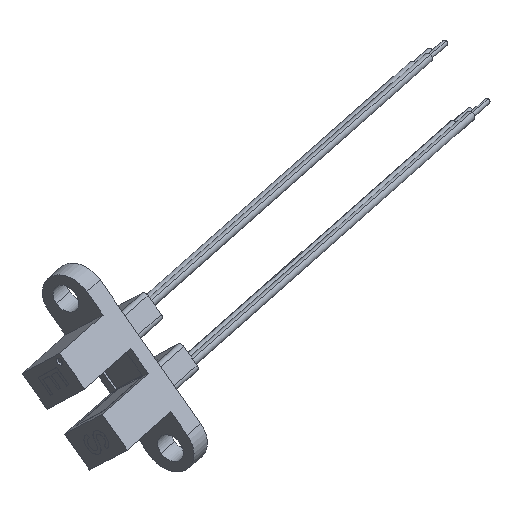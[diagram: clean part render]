
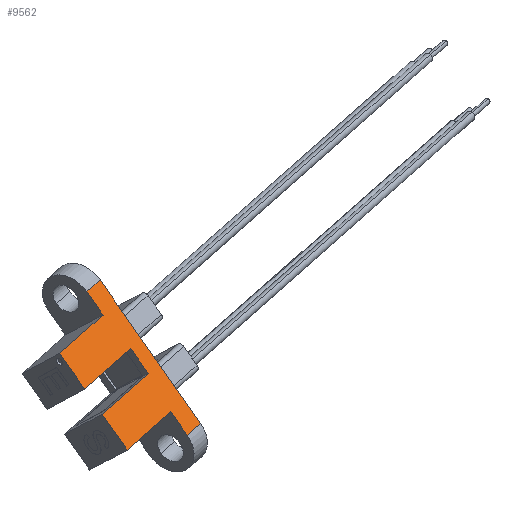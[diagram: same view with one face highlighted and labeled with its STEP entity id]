
A CAD part, left-side view. The second image highlights one B-rep face of the part: STEP entity #9562.
In plain terms, the highlighted planar face has unit normal (-0.718, -0.615, 0.327).
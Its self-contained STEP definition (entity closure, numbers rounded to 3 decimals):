
#105 = LINE ( 'NONE', #8639, #4485 ) ;
#345 = CARTESIAN_POINT ( 'NONE',  ( -41.012, -49.711, 53.772 ) ) ;
#405 = DIRECTION ( 'NONE',  ( 0.117, -0.57, -0.813 ) ) ;
#423 = CARTESIAN_POINT ( 'NONE',  ( -40.476, -52.316, 50.053 ) ) ;
#484 = EDGE_CURVE ( 'Defeatured_1_82+Defeatured_1_84+Defeatured_1_85+Defeatured_1_98', #8120, #2521, #3229, .T. ) ;
#824 = CARTESIAN_POINT ( 'NONE',  ( -41.012, -49.711, 53.772 ) ) ;
#828 = CARTESIAN_POINT ( 'NONE',  ( -27.826, -63.889, 56.08 ) ) ;
#1105 = CARTESIAN_POINT ( 'NONE',  ( -35.697, -52.523, 60.161 ) ) ;
#1169 = DIRECTION ( 'NONE',  ( 0.686, -0.546, 0.481 ) ) ;
#1205 = CARTESIAN_POINT ( 'NONE',  ( -34.464, -57.098, 54.269 ) ) ;
#1209 = VECTOR ( 'NONE', #5627, 1000. ) ;
#1327 = VERTEX_POINT ( 'NONE', #10123 ) ;
#1455 = EDGE_CURVE ( 'Defeatured_1_84+Defeatured_1_76+Defeatured_1_78+Defeatured_1_79', #2696, #7880, #2160, .T. ) ;
#1493 = VECTOR ( 'NONE', #11247, 1000. ) ;
#1694 = VECTOR ( 'NONE', #3493, 1000. ) ;
#1827 = VECTOR ( 'NONE', #405, 1000. ) ;
#1953 = VECTOR ( 'NONE', #9824, 1000. ) ;
#2104 = CARTESIAN_POINT ( 'NONE',  ( -34.091, -58.906, 51.686 ) ) ;
#2160 = LINE ( 'NONE', #6585, #8859 ) ;
#2301 = EDGE_CURVE ( 'Defeatured_1_84+Defeatured_1_101+Defeatured_1_99+Defeatured_1_0', #3758, #5300, #9605, .T. ) ;
#2314 = LINE ( 'NONE', #9859, #10531 ) ;
#2396 = ORIENTED_EDGE ( 'NONE', *, *, #5479, .F. ) ;
#2417 = CARTESIAN_POINT ( 'NONE',  ( -39.567, -56.729, 43.751 ) ) ;
#2490 = VERTEX_POINT ( 'NONE', #6434 ) ;
#2521 = VERTEX_POINT ( 'NONE', #5586 ) ;
#2598 = DIRECTION ( 'NONE',  ( 0.686, -0.546, 0.481 ) ) ;
#2617 = ORIENTED_EDGE ( 'NONE', *, *, #1455, .T. ) ;
#2696 = VERTEX_POINT ( 'NONE', #1205 ) ;
#2815 = CARTESIAN_POINT ( 'NONE',  ( -28.199, -62.081, 58.662 ) ) ;
#2852 = DIRECTION ( 'NONE',  ( -0.117, 0.57, 0.813 ) ) ;
#2969 = LINE ( 'NONE', #10481, #5021 ) ;
#3056 = VECTOR ( 'NONE', #3778, 1000. ) ;
#3178 = DIRECTION ( 'NONE',  ( 0.686, -0.546, 0.481 ) ) ;
#3229 = LINE ( 'NONE', #824, #7618 ) ;
#3336 = EDGE_CURVE ( 'Defeatured_1_99+Defeatured_1_84+Defeatured_1_101+Defeatured_1_75', #3758, #10943, #4105, .T. ) ;
#3493 = DIRECTION ( 'NONE',  ( -0.686, 0.546, -0.481 ) ) ;
#3583 = EDGE_CURVE ( 'Defeatured_1_81+Defeatured_1_84+Defeatured_1_75+Defeatured_1_79', #7620, #1327, #10241, .T. ) ;
#3589 = AXIS2_PLACEMENT_3D ( 'NONE', #8484, #10232, #4998 ) ;
#3758 = VERTEX_POINT ( 'NONE', #6777 ) ;
#3778 = DIRECTION ( 'NONE',  ( 0.686, -0.546, 0.481 ) ) ;
#4010 = LINE ( 'NONE', #828, #1694 ) ;
#4105 = LINE ( 'NONE', #11210, #1493 ) ;
#4113 = PLANE ( 'NONE',  #3589 ) ;
#4485 = VECTOR ( 'NONE', #8601, 1000. ) ;
#4774 = CARTESIAN_POINT ( 'NONE',  ( -35.349, -54.216, 57.744 ) ) ;
#4998 = DIRECTION ( 'NONE',  ( 0.117, -0.57, -0.813 ) ) ;
#5021 = VECTOR ( 'NONE', #2598, 1000. ) ;
#5023 = ORIENTED_EDGE ( 'NONE', *, *, #10715, .T. ) ;
#5142 = EDGE_CURVE ( 'Defeatured_1_84+Defeatured_1_79+Defeatured_1_76+Defeatured_1_81', #7880, #1327, #4010, .T. ) ;
#5161 = ORIENTED_EDGE ( 'NONE', *, *, #8454, .F. ) ;
#5242 = ORIENTED_EDGE ( 'NONE', *, *, #3583, .F. ) ;
#5257 = VERTEX_POINT ( 'NONE', #1105 ) ;
#5300 = VERTEX_POINT ( 'NONE', #10758 ) ;
#5350 = EDGE_CURVE ( 'Defeatured_1_84+Defeatured_1_98+Defeatured_1_97+Defeatured_1_82', #5257, #2521, #8544, .T. ) ;
#5479 = EDGE_CURVE ( 'Defeatured_1_97+Defeatured_1_84+Defeatured_1_98+Defeatured_1_0', #5257, #2490, #7450, .T. ) ;
#5503 = CARTESIAN_POINT ( 'NONE',  ( -35.697, -52.523, 60.161 ) ) ;
#5530 = CARTESIAN_POINT ( 'NONE',  ( -33.553, -62.934, 45.295 ) ) ;
#5586 = CARTESIAN_POINT ( 'NONE',  ( -35.349, -54.216, 57.744 ) ) ;
#5627 = DIRECTION ( 'NONE',  ( -0.117, 0.57, 0.813 ) ) ;
#5883 = EDGE_CURVE ( 'Defeatured_1_85+Defeatured_1_84+Defeatured_1_78+Defeatured_1_82', #7453, #8120, #105, .T. ) ;
#6293 = ORIENTED_EDGE ( 'NONE', *, *, #2301, .T. ) ;
#6434 = CARTESIAN_POINT ( 'NONE',  ( -33.955, -53.909, 61.383 ) ) ;
#6585 = CARTESIAN_POINT ( 'NONE',  ( -34.091, -58.906, 51.686 ) ) ;
#6628 = ORIENTED_EDGE ( 'NONE', *, *, #484, .F. ) ;
#6777 = CARTESIAN_POINT ( 'NONE',  ( -33.553, -62.934, 45.295 ) ) ;
#7450 = LINE ( 'NONE', #5503, #3056 ) ;
#7453 = VERTEX_POINT ( 'NONE', #423 ) ;
#7465 = DIRECTION ( 'NONE',  ( 0.117, -0.57, -0.813 ) ) ;
#7555 = VECTOR ( 'NONE', #1169, 1000. ) ;
#7603 = ORIENTED_EDGE ( 'NONE', *, *, #9902, .T. ) ;
#7618 = VECTOR ( 'NONE', #3178, 1000. ) ;
#7620 = VERTEX_POINT ( 'NONE', #2417 ) ;
#7702 = CARTESIAN_POINT ( 'NONE',  ( -41.012, -49.711, 53.772 ) ) ;
#7880 = VERTEX_POINT ( 'NONE', #2104 ) ;
#8120 = VERTEX_POINT ( 'NONE', #7702 ) ;
#8454 = EDGE_CURVE ( 'Defeatured_1_78+Defeatured_1_84+Defeatured_1_76+Defeatured_1_85', #2696, #7453, #11288, .T. ) ;
#8484 = CARTESIAN_POINT ( 'NONE',  ( -41.012, -49.711, 53.772 ) ) ;
#8544 = LINE ( 'NONE', #4774, #1827 ) ;
#8601 = DIRECTION ( 'NONE',  ( -0.117, 0.57, 0.813 ) ) ;
#8634 = ORIENTED_EDGE ( 'NONE', *, *, #5142, .T. ) ;
#8639 = CARTESIAN_POINT ( 'NONE',  ( -41.012, -49.711, 53.772 ) ) ;
#8859 = VECTOR ( 'NONE', #7465, 1000. ) ;
#8905 = ORIENTED_EDGE ( 'NONE', *, *, #5350, .T. ) ;
#9124 = ORIENTED_EDGE ( 'NONE', *, *, #3336, .F. ) ;
#9562 = ADVANCED_FACE ( 'Defeatured_1_84', ( #10410 ), #4113, .F. ) ;
#9605 = LINE ( 'NONE', #5530, #7555 ) ;
#9724 = EDGE_LOOP ( 'NONE', ( #2617, #8634, #5242, #5023, #9124, #6293, #7603, #2396, #8905, #6628, #10110, #5161 ) ) ;
#9824 = DIRECTION ( 'NONE',  ( -0.686, 0.546, -0.481 ) ) ;
#9859 = CARTESIAN_POINT ( 'NONE',  ( -33.606, -55.602, 58.966 ) ) ;
#9902 = EDGE_CURVE ( 'Defeatured_1_84+Defeatured_1_0+Defeatured_1_101+Defeatured_1_97', #5300, #2490, #2314, .T. ) ;
#10110 = ORIENTED_EDGE ( 'NONE', *, *, #5883, .F. ) ;
#10123 = CARTESIAN_POINT ( 'NONE',  ( -40.104, -54.124, 47.47 ) ) ;
#10232 = DIRECTION ( 'NONE',  ( 0.718, 0.615, -0.327 ) ) ;
#10241 = LINE ( 'NONE', #345, #1209 ) ;
#10410 = FACE_OUTER_BOUND ( 'NONE', #9724, .T. ) ;
#10481 = CARTESIAN_POINT ( 'NONE',  ( -39.567, -56.729, 43.751 ) ) ;
#10531 = VECTOR ( 'NONE', #2852, 1000. ) ;
#10715 = EDGE_CURVE ( 'Defeatured_1_84+Defeatured_1_75+Defeatured_1_81+Defeatured_1_99', #7620, #10943, #2969, .T. ) ;
#10758 = CARTESIAN_POINT ( 'NONE',  ( -31.811, -64.32, 46.517 ) ) ;
#10943 = VERTEX_POINT ( 'NONE', #11385 ) ;
#11210 = CARTESIAN_POINT ( 'NONE',  ( -33.553, -62.934, 45.295 ) ) ;
#11247 = DIRECTION ( 'NONE',  ( -0.117, 0.57, 0.813 ) ) ;
#11288 = LINE ( 'NONE', #2815, #1953 ) ;
#11385 = CARTESIAN_POINT ( 'NONE',  ( -33.903, -61.234, 47.723 ) ) ;
